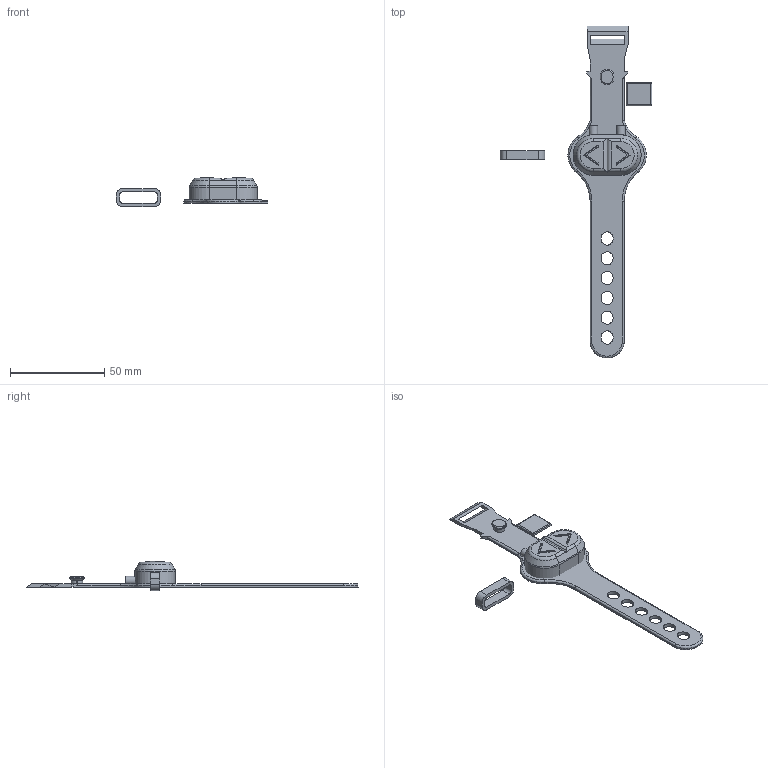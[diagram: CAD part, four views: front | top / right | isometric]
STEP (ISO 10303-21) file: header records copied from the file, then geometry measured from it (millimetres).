
FILE_DESCRIPTION(/* description */ (''),/* implementation_level */ '2;1');
FILE_NAME(/* name */ 'Shifter Cover.step',/* time_stamp */ '2022-04-03T20:12:27-04:00',/* author */ (''),/* organization */ (''),/* preprocessor_version */ 'ST-DEVELOPER v18.1',/* originating_system */ 'Autodesk Translation Framework v10.14.0.1471',/* authorisation */ '');
FILE_SCHEMA (('AUTOMOTIVE_DESIGN { 1 0 10303 214 3 1 1 }'));
Length unit declared in the file: millimetre
Products named in the file (4): Shifter Cover - 2in1, high tactile; Bottom_Half; Strap; Plug
Assembly tree (3 placements, depth 3):
  Shifter Cover - 2in1, high tactile
    Bottom_Half
      Strap
    Plug
Bounding box: 80.55 x 176.47 x 15.5 mm (x, y, z)
Volume: 11023 mm3; surface area: 13136.4 mm2
Topology: 4 solids, 4 shells, 315 faces, 879 edges, 568 vertices
Faces by surface type: plane 216, cylinder 70, torus 17, cone 8, bspline 4
Full cylindrical faces by diameter (mm): 3 x2
Entity records: 10507 total; most frequent: CARTESIAN_POINT 2149, ORIENTED_EDGE 1750, DIRECTION 1701, EDGE_CURVE 875, LINE 649, VECTOR 649, VERTEX_POINT 568, AXIS2_PLACEMENT_3D 526
